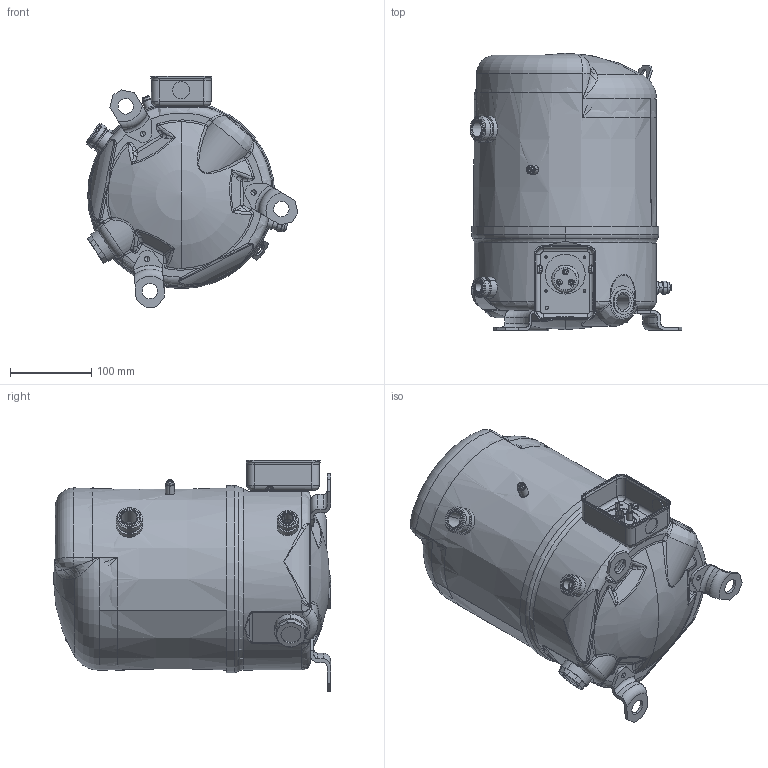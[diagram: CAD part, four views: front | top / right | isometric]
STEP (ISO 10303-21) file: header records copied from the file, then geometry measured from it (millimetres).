
FILE_DESCRIPTION((''),'2;1');
FILE_NAME('8501020_ASM','2006-09-28T',('RIGOLET'),('DANFOSS COMMERCIAL COMPRESSOR'),'PRO/ENGINEER BY PARAMETRIC TECHNOLOGY CORPORATION, 2005380','PRO/ENGINEER BY PARAMETRIC TECHNOLOGY CORPORATION, 2005380','');
FILE_SCHEMA(('CONFIG_CONTROL_DESIGN'));
Length unit declared in the file: millimetre
Products named in the file (21): 5312270P03; 5204002; 5311031; 7315030; 5312084; VIS; 5314003_ASM; 5312034; 5311068; 5311089; 5311041; 5314012_ASM; 5314013P03_ASM; 6204001; 5312182; 5312182P02; 5311029; 5311363; 5312052P02; 5316062P01_ASM; 8501020_ASM
Assembly tree (24 placements, depth 4):
  8501020_ASM
    5314013P03_ASM
      5312270P03
      5204002
      5311031  x3
      7315030
      5314003_ASM
        5312084
        VIS
      5312034  x3
      5311068
      5311089
      5314012_ASM
        5311041
    6204001
    5316062P01_ASM
      5312182
      5312182P02
      5311029
      5311363
      5312052P02
Bounding box: 260.41 x 340.55 x 284.52 mm (x, y, z)
Volume: 1299278 mm3; surface area: 973669.5 mm2
Topology: 22 solids, 22 shells, 1122 faces, 2546 edges, 1481 vertices
Faces by surface type: cylinder 348, bspline 252, plane 240, torus 112, cone 104, sphere 66
Entity records: 41472 total; most frequent: CARTESIAN_POINT 19695, ORIENTED_EDGE 4552, DIRECTION 4365, EDGE_CURVE 2276, AXIS2_PLACEMENT_3D 1819, VERTEX_POINT 1341, EDGE_LOOP 1117, FACE_OUTER_BOUND 1022
